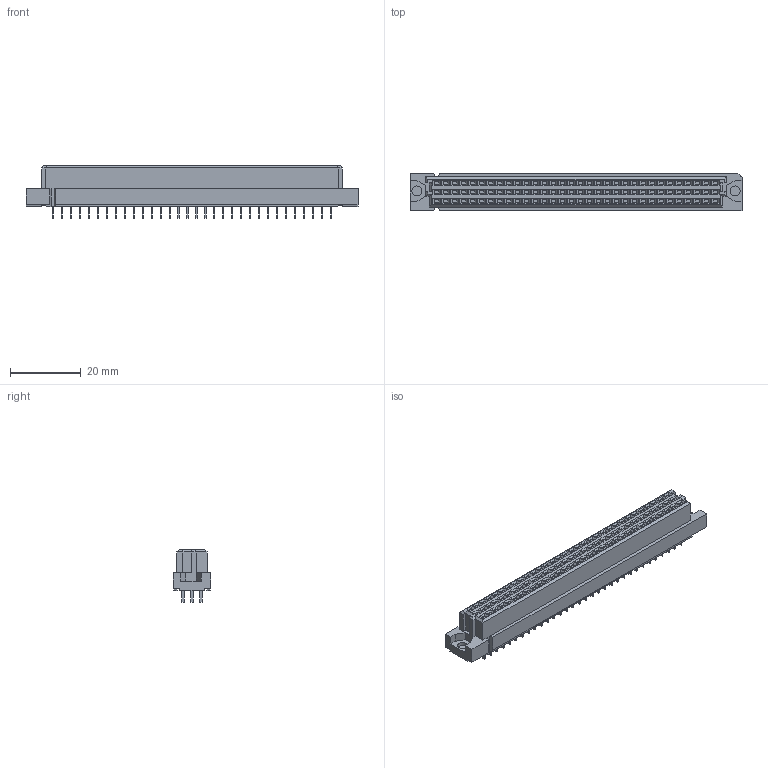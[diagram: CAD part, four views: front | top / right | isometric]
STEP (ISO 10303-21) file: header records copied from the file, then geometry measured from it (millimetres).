
FILE_DESCRIPTION((''),'2;1');
FILE_NAME('C-5535090-4','2016-03-29T',('workeradm'),('Tyco Electronics Ltd.'),'CREO PARAMETRIC BY PTC INC, 2015200','CREO PARAMETRIC BY PTC INC, 2015200','');
FILE_SCHEMA(('AUTOMOTIVE_DESIGN { 1 0 10303 214 1 1 1 1 }'));
Length unit declared in the file: millimetre
Products named in the file (1): C-5535090-4
Bounding box: 93.86 x 10.6 x 14.8 mm (x, y, z)
Volume: 8945.5 mm3; surface area: 5283 mm2
Topology: 1 solids, 1 shells, 1654 faces, 4045 edges, 2694 vertices
Faces by surface type: plane 1646, cylinder 8
Entity records: 47605 total; most frequent: CARTESIAN_POINT 8395, ORIENTED_EDGE 8090, DIRECTION 7369, EDGE_CURVE 4045, VECTOR 4029, LINE 4029, VERTEX_POINT 2694, EDGE_LOOP 1955
